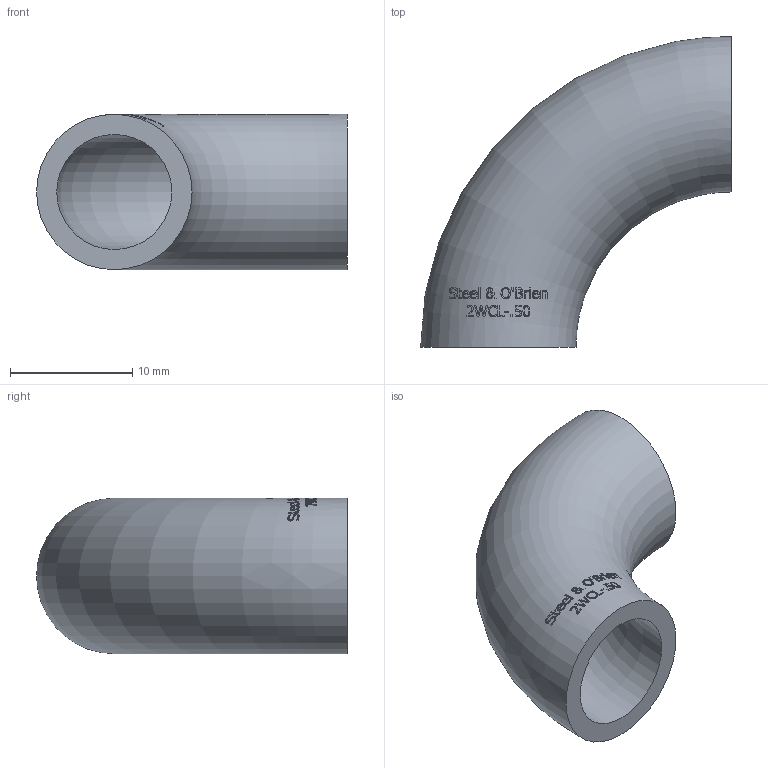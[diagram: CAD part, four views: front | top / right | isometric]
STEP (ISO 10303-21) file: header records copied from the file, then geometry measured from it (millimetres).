
FILE_DESCRIPTION(/* description */ (''),/* implementation_level */ '2;1');
FILE_NAME(/* name */ '2WCL-.50.stp',/* time_stamp */ '2019-01-11T11:39:47-05:00',/* author */ ('rick'),/* organization */ (''),/* preprocessor_version */ 'ST-DEVELOPER v15.2',/* originating_system */ 'Autodesk Inventor 2014',/* authorisation */ '');
FILE_SCHEMA (('AUTOMOTIVE_DESIGN { 1 0 10303 214 3 1 1 }'));
Length unit declared in the file: inch
Products named in the file (1): 2WCL-.50
Bounding box: 25.4 x 25.4 x 12.7 mm (x, y, z)
Volume: 1714.4 mm3; surface area: 2202 mm2
Topology: 1 solids, 1 shells, 330 faces, 891 edges, 594 vertices
Faces by surface type: bspline 171, plane 126, torus 33
Entity records: 13562 total; most frequent: CARTESIAN_POINT 6881, ORIENTED_EDGE 1778, EDGE_CURVE 889, DIRECTION 623, VERTEX_POINT 594, B_SPLINE_CURVE_WITH_KNOTS 590, EDGE_LOOP 365, ADVANCED_FACE 330
